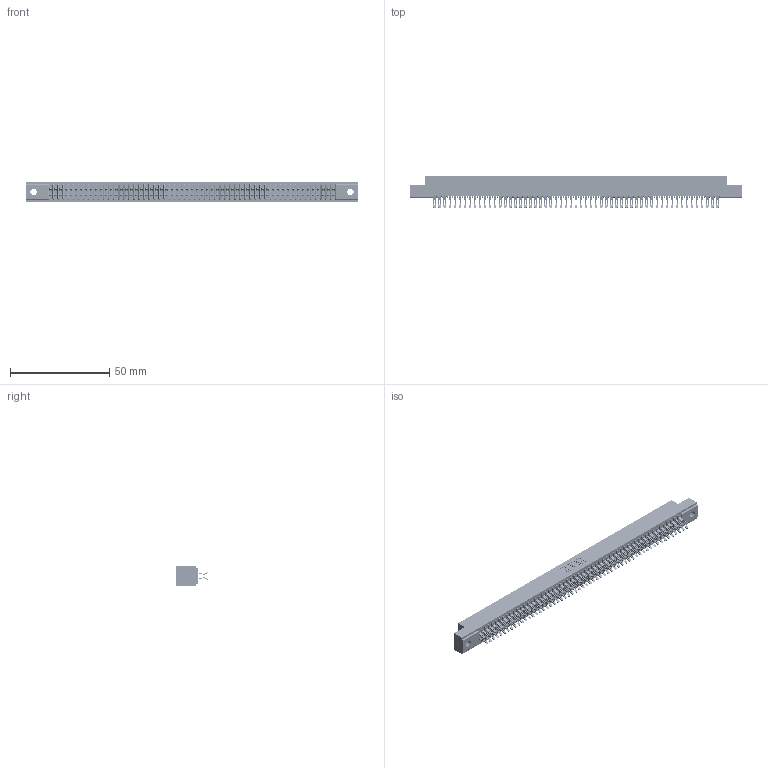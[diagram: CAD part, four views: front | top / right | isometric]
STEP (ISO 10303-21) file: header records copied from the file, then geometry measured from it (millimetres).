
FILE_DESCRIPTION (( 'STEP AP203' ), '1' );
FILE_NAME ('341-114-555-202.STEP', '2018-08-08T13:38:04', ( '' ), ( '' ), 'SwSTEP 2.0', 'SolidWorks 2016', '' );
FILE_SCHEMA (( 'CONFIG_CONTROL_DESIGN' ));
Length unit declared in the file: inch
Products named in the file (3): 341 Part_.128 (3.25) Dia Mounting Holes; 341-292-001_341-292-155; 341-114-555-202
Assembly tree (115 placements, depth 2):
  341-114-555-202
    341 Part_.128 (3.25) Dia Mounting Holes
    341-292-001_341-292-155  x114
Bounding box: 167 x 16.31 x 10.16 mm (x, y, z)
Volume: 12450.5 mm3; surface area: 23254.3 mm2
Topology: 115 solids, 115 shells, 9008 faces, 26935 edges, 17534 vertices
Faces by surface type: plane 4856, cylinder 3924, sphere 116, torus 112
Entity records: 67456 total; most frequent: CARTESIAN_POINT 11229, ORIENTED_EDGE 11150, DIRECTION 10877, EDGE_CURVE 5575, LINE 4505, VECTOR 4505, VERTEX_POINT 3522, AXIS2_PLACEMENT_3D 3186
